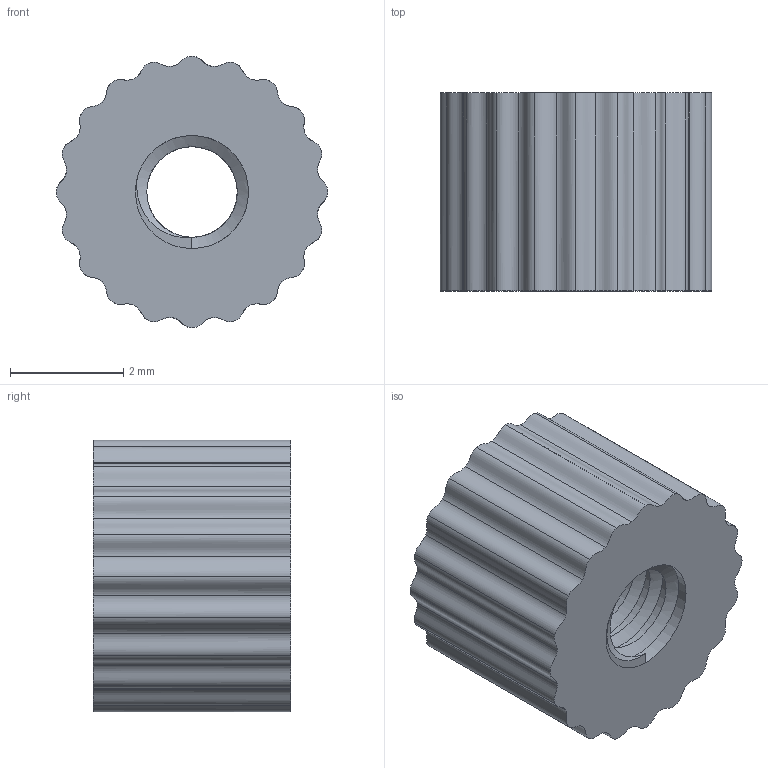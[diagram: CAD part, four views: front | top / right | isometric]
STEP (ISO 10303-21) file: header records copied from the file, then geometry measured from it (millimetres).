
FILE_DESCRIPTION(/* description */ (''),/* implementation_level */ '2;1');
FILE_NAME(/* name */ 'Shaft.stp',/* time_stamp */ '2022-06-18T23:06:39+02:00',/* author */ (''),/* organization */ (''),/* preprocessor_version */ 'ST-DEVELOPER v19',/* originating_system */ 'Autodesk Translation Framework v11.7.0.108',/* authorisation */ '');
FILE_SCHEMA (('AUTOMOTIVE_DESIGN { 1 0 10303 214 3 1 1 }'));
Length unit declared in the file: millimetre
Products named in the file (1): Shaft
Bounding box: 4.8 x 3.5 x 4.8 mm (x, y, z)
Volume: 49.6 mm3; surface area: 141.6 mm2
Topology: 2 solids, 2 shells, 59 faces, 163 edges, 108 vertices
Faces by surface type: bspline 42, cylinder 11, plane 6
Full cylindrical faces by diameter (mm): 2 x7
Entity records: 3841 total; most frequent: CARTESIAN_POINT 2733, ORIENTED_EDGE 326, EDGE_CURVE 163, VERTEX_POINT 108, DIRECTION 102, EDGE_LOOP 61, FACE_OUTER_BOUND 59, ADVANCED_FACE 59
